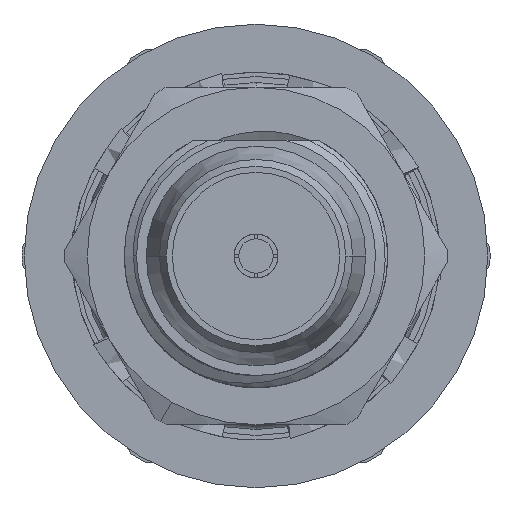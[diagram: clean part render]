
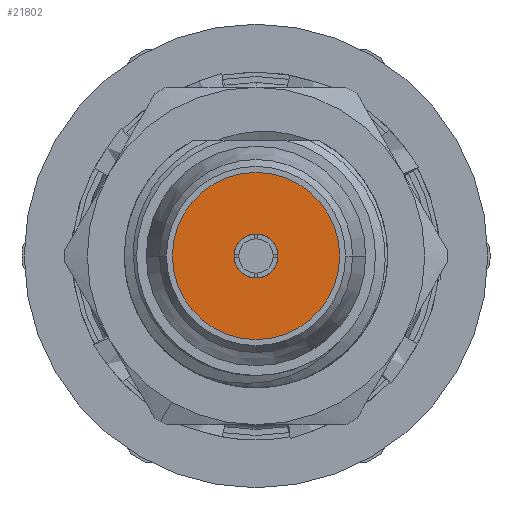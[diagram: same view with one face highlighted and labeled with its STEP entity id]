
A CAD part, left-side view. The second image highlights one B-rep face of the part: STEP entity #21802.
In plain terms, the highlighted planar face has unit normal (-1, 0, 0).
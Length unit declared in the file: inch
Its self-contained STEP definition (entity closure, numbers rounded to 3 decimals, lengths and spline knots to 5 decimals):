
#458 = DIRECTION ( 'NONE',  ( 0., 0., 1. ) ) ;
#569 = FACE_OUTER_BOUND ( 'NONE', #21358, .T. ) ;
#1052 = CIRCLE ( 'NONE', #6033, 0.023 ) ;
#2536 = DIRECTION ( 'NONE',  ( 0., 0., 1. ) ) ;
#2566 = AXIS2_PLACEMENT_3D ( 'NONE', #5405, #3727, #458 ) ;
#2760 = ORIENTED_EDGE ( 'NONE', *, *, #9564, .T. ) ;
#3727 = DIRECTION ( 'NONE',  ( -1., 0., 0. ) ) ;
#3917 = EDGE_CURVE ( 'NONE', #17521, #16210, #1052, .T. ) ;
#3952 = CARTESIAN_POINT ( 'NONE',  ( 0.001, 0., 0. ) ) ;
#4065 = CARTESIAN_POINT ( 'NONE',  ( 0.001, 0., -0.0875 ) ) ;
#4107 = VERTEX_POINT ( 'NONE', #4065 ) ;
#4135 = ORIENTED_EDGE ( 'NONE', *, *, #3917, .F. ) ;
#5405 = CARTESIAN_POINT ( 'NONE',  ( 0.001, 0., 0. ) ) ;
#6033 = AXIS2_PLACEMENT_3D ( 'NONE', #19695, #14754, #11180 ) ;
#6316 = EDGE_LOOP ( 'NONE', ( #4135, #11900 ) ) ;
#7149 = CARTESIAN_POINT ( 'NONE',  ( 0.001, 0., -0.023 ) ) ;
#7543 = DIRECTION ( 'NONE',  ( -1., 0., 0. ) ) ;
#7867 = CIRCLE ( 'NONE', #14316, 0.0875 ) ;
#7932 = CARTESIAN_POINT ( 'NONE',  ( 0.001, 0., 0. ) ) ;
#8668 = DIRECTION ( 'NONE',  ( 0., 0., 1. ) ) ;
#8768 = CARTESIAN_POINT ( 'NONE',  ( 0.001, 0., 0.023 ) ) ;
#9227 = FACE_BOUND ( 'NONE', #6316, .T. ) ;
#9564 = EDGE_CURVE ( 'NONE', #4107, #21670, #9743, .T. ) ;
#9743 = CIRCLE ( 'NONE', #2566, 0.0875 ) ;
#10570 = DIRECTION ( 'NONE',  ( -1., 0., 0. ) ) ;
#11180 = DIRECTION ( 'NONE',  ( 0., 0., 1. ) ) ;
#11900 = ORIENTED_EDGE ( 'NONE', *, *, #17390, .F. ) ;
#14156 = DIRECTION ( 'NONE',  ( 0., 0., 1. ) ) ;
#14316 = AXIS2_PLACEMENT_3D ( 'NONE', #7932, #16545, #2536 ) ;
#14754 = DIRECTION ( 'NONE',  ( -1., 0., 0. ) ) ;
#15391 = CARTESIAN_POINT ( 'NONE',  ( 0.001, 0., 0. ) ) ;
#16210 = VERTEX_POINT ( 'NONE', #7149 ) ;
#16316 = EDGE_CURVE ( 'NONE', #21670, #4107, #7867, .T. ) ;
#16545 = DIRECTION ( 'NONE',  ( -1., 0., 0. ) ) ;
#17390 = EDGE_CURVE ( 'NONE', #16210, #17521, #18245, .T. ) ;
#17521 = VERTEX_POINT ( 'NONE', #8768 ) ;
#18245 = CIRCLE ( 'NONE', #18967, 0.023 ) ;
#18409 = ORIENTED_EDGE ( 'NONE', *, *, #16316, .T. ) ;
#18967 = AXIS2_PLACEMENT_3D ( 'NONE', #15391, #10570, #8668 ) ;
#18977 = CARTESIAN_POINT ( 'NONE',  ( 0.001, 0., 0.0875 ) ) ;
#19641 = PLANE ( 'NONE',  #21685 ) ;
#19695 = CARTESIAN_POINT ( 'NONE',  ( 0.001, 0., 0. ) ) ;
#21358 = EDGE_LOOP ( 'NONE', ( #18409, #2760 ) ) ;
#21670 = VERTEX_POINT ( 'NONE', #18977 ) ;
#21685 = AXIS2_PLACEMENT_3D ( 'NONE', #3952, #7543, #14156 ) ;
#21802 = ADVANCED_FACE ( 'NONE', ( #9227, #569 ), #19641, .T. ) ;
